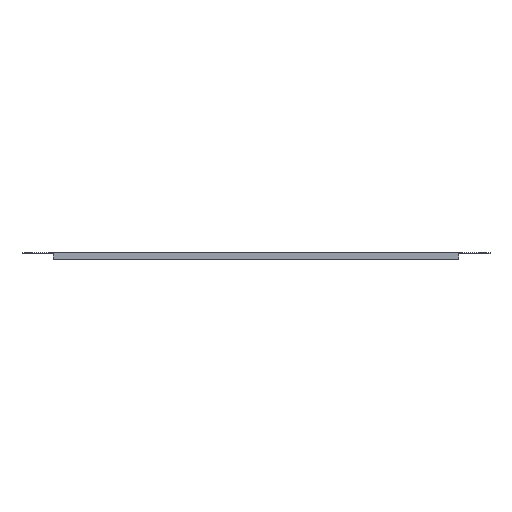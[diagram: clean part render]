
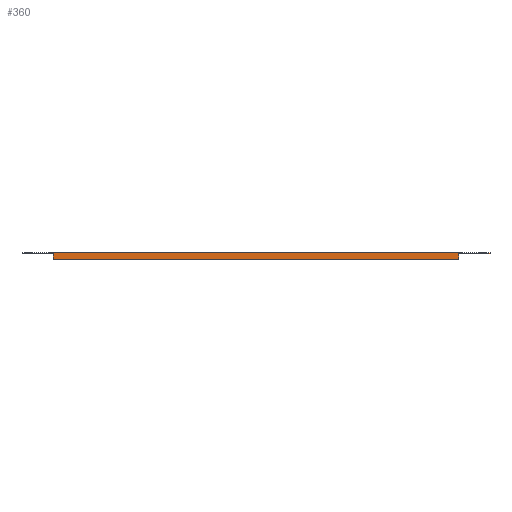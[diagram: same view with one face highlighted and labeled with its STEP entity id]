
A CAD part, front view. The second image highlights one B-rep face of the part: STEP entity #360.
In plain terms, the highlighted planar face has unit normal (0, -1, 0).
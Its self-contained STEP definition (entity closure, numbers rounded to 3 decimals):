
#38 = EDGE_CURVE ( 'NONE', #459, #800, #675, .T. ) ;
#49 = VERTEX_POINT ( 'NONE', #961 ) ;
#53 = ORIENTED_EDGE ( 'NONE', *, *, #196, .F. ) ;
#62 = VERTEX_POINT ( 'NONE', #337 ) ;
#72 = EDGE_CURVE ( 'NONE', #49, #459, #850, .T. ) ;
#73 = FACE_OUTER_BOUND ( 'NONE', #85, .T. ) ;
#85 = EDGE_LOOP ( 'NONE', ( #567, #53, #439, #932, #733, #281, #422, #389 ) ) ;
#93 = CARTESIAN_POINT ( 'NONE',  ( -225., -74.5, 1. ) ) ;
#96 = CARTESIAN_POINT ( 'NONE',  ( 195., -74.5, -5.5 ) ) ;
#130 = AXIS2_PLACEMENT_3D ( 'NONE', #867, #810, #802 ) ;
#159 = EDGE_CURVE ( 'NONE', #62, #396, #718, .T. ) ;
#171 = VERTEX_POINT ( 'NONE', #192 ) ;
#192 = CARTESIAN_POINT ( 'NONE',  ( -195., -74.5, -5.5 ) ) ;
#196 = EDGE_CURVE ( 'NONE', #171, #396, #465, .T. ) ;
#210 = VECTOR ( 'NONE', #395, 1000. ) ;
#229 = EDGE_CURVE ( 'NONE', #556, #682, #658, .T. ) ;
#238 = VECTOR ( 'NONE', #641, 1000. ) ;
#254 = VECTOR ( 'NONE', #700, 1000. ) ;
#271 = DIRECTION ( 'NONE',  ( 1., 0., 0. ) ) ;
#273 = VECTOR ( 'NONE', #271, 1000. ) ;
#281 = ORIENTED_EDGE ( 'NONE', *, *, #38, .F. ) ;
#325 = DIRECTION ( 'NONE',  ( -1., 0., 0. ) ) ;
#337 = CARTESIAN_POINT ( 'NONE',  ( -225., -74.5, 0. ) ) ;
#357 = CARTESIAN_POINT ( 'NONE',  ( 195., -74.5, -5.5 ) ) ;
#360 = ADVANCED_FACE ( 'NONE', ( #73 ), #859, .F. ) ;
#389 = ORIENTED_EDGE ( 'NONE', *, *, #785, .T. ) ;
#395 = DIRECTION ( 'NONE',  ( 1., 0., 0. ) ) ;
#396 = VERTEX_POINT ( 'NONE', #638 ) ;
#415 = CARTESIAN_POINT ( 'NONE',  ( -195., -74.5, -5.5 ) ) ;
#416 = CARTESIAN_POINT ( 'NONE',  ( -225., -74.5, 0. ) ) ;
#422 = ORIENTED_EDGE ( 'NONE', *, *, #72, .F. ) ;
#439 = ORIENTED_EDGE ( 'NONE', *, *, #625, .F. ) ;
#459 = VERTEX_POINT ( 'NONE', #496 ) ;
#461 = VECTOR ( 'NONE', #1022, 1000. ) ;
#465 = LINE ( 'NONE', #415, #254 ) ;
#496 = CARTESIAN_POINT ( 'NONE',  ( 225., -74.5, 1. ) ) ;
#508 = LINE ( 'NONE', #1007, #461 ) ;
#556 = VERTEX_POINT ( 'NONE', #357 ) ;
#567 = ORIENTED_EDGE ( 'NONE', *, *, #159, .T. ) ;
#596 = VECTOR ( 'NONE', #1143, 1000. ) ;
#625 = EDGE_CURVE ( 'NONE', #556, #171, #938, .T. ) ;
#632 = CARTESIAN_POINT ( 'NONE',  ( 195., -74.5, -5.5 ) ) ;
#638 = CARTESIAN_POINT ( 'NONE',  ( -195., -74.5, 0. ) ) ;
#641 = DIRECTION ( 'NONE',  ( 0., 0., -1. ) ) ;
#658 = LINE ( 'NONE', #632, #596 ) ;
#675 = LINE ( 'NONE', #857, #238 ) ;
#681 = LINE ( 'NONE', #1117, #737 ) ;
#682 = VERTEX_POINT ( 'NONE', #1160 ) ;
#700 = DIRECTION ( 'NONE',  ( 0., 0., 1. ) ) ;
#710 = EDGE_CURVE ( 'NONE', #682, #800, #681, .T. ) ;
#718 = LINE ( 'NONE', #416, #273 ) ;
#733 = ORIENTED_EDGE ( 'NONE', *, *, #710, .T. ) ;
#737 = VECTOR ( 'NONE', #1121, 1000. ) ;
#785 = EDGE_CURVE ( 'NONE', #49, #62, #508, .T. ) ;
#800 = VERTEX_POINT ( 'NONE', #991 ) ;
#802 = DIRECTION ( 'NONE',  ( -1., 0., 0. ) ) ;
#810 = DIRECTION ( 'NONE',  ( 0., 1., 0. ) ) ;
#850 = LINE ( 'NONE', #93, #210 ) ;
#857 = CARTESIAN_POINT ( 'NONE',  ( 225., -74.5, 1. ) ) ;
#859 = PLANE ( 'NONE',  #130 ) ;
#867 = CARTESIAN_POINT ( 'NONE',  ( -225., -74.5, 1. ) ) ;
#932 = ORIENTED_EDGE ( 'NONE', *, *, #229, .T. ) ;
#938 = LINE ( 'NONE', #96, #970 ) ;
#961 = CARTESIAN_POINT ( 'NONE',  ( -225., -74.5, 1. ) ) ;
#970 = VECTOR ( 'NONE', #325, 1000. ) ;
#991 = CARTESIAN_POINT ( 'NONE',  ( 225., -74.5, 0. ) ) ;
#1007 = CARTESIAN_POINT ( 'NONE',  ( -225., -74.5, 1. ) ) ;
#1022 = DIRECTION ( 'NONE',  ( 0., 0., -1. ) ) ;
#1117 = CARTESIAN_POINT ( 'NONE',  ( -225., -74.5, 0. ) ) ;
#1121 = DIRECTION ( 'NONE',  ( 1., 0., 0. ) ) ;
#1143 = DIRECTION ( 'NONE',  ( 0., 0., 1. ) ) ;
#1160 = CARTESIAN_POINT ( 'NONE',  ( 195., -74.5, 0. ) ) ;
